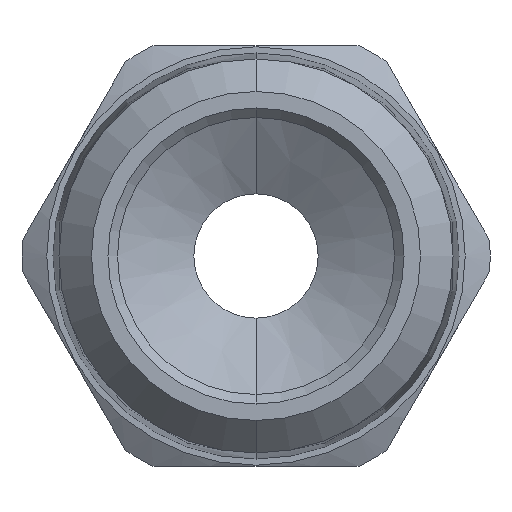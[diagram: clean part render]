
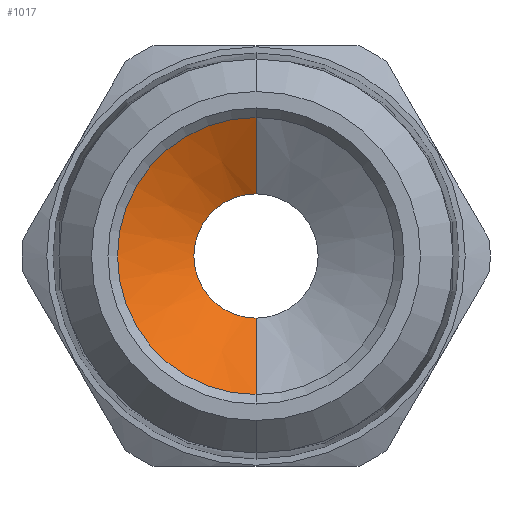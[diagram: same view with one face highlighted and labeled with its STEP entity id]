
A CAD part, front view. The second image highlights one B-rep face of the part: STEP entity #1017.
In plain terms, the highlighted conical face has half-angle 60 degrees and reference radius 7.25 mm.
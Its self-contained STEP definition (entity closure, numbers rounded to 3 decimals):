
#1 = CONICAL_SURFACE ( 'NONE', #2650, 7.25, 1.047 ) ;
#82 = LINE ( 'NONE', #688, #2744 ) ;
#147 = DIRECTION ( 'NONE',  ( 0., 0., -1. ) ) ;
#209 = CARTESIAN_POINT ( 'NONE',  ( 0., -20.3, 7.25 ) ) ;
#237 = DIRECTION ( 'NONE',  ( 0., -1., 0. ) ) ;
#451 = EDGE_LOOP ( 'NONE', ( #1009, #2119, #2339, #852, #1808 ) ) ;
#530 = CARTESIAN_POINT ( 'NONE',  ( 0., -20.3, -7.25 ) ) ;
#573 = VERTEX_POINT ( 'NONE', #209 ) ;
#582 = DIRECTION ( 'NONE',  ( 0., 0., -1. ) ) ;
#677 = EDGE_CURVE ( 'NONE', #2894, #1605, #801, .T. ) ;
#688 = CARTESIAN_POINT ( 'NONE',  ( 0., -20.3, 7.25 ) ) ;
#722 = AXIS2_PLACEMENT_3D ( 'NONE', #2297, #1853, #147 ) ;
#753 = DIRECTION ( 'NONE',  ( 0., -1., 0. ) ) ;
#756 = VERTEX_POINT ( 'NONE', #530 ) ;
#801 = CIRCLE ( 'NONE', #1554, 3.25 ) ;
#852 = ORIENTED_EDGE ( 'NONE', *, *, #1184, .F. ) ;
#900 = LINE ( 'NONE', #1719, #1917 ) ;
#999 = EDGE_CURVE ( 'NONE', #2894, #573, #82, .T. ) ;
#1009 = ORIENTED_EDGE ( 'NONE', *, *, #677, .F. ) ;
#1017 = ADVANCED_FACE ( 'NONE', ( #2852 ), #1, .F. ) ;
#1151 = VERTEX_POINT ( 'NONE', #1958 ) ;
#1184 = EDGE_CURVE ( 'NONE', #1151, #756, #900, .T. ) ;
#1297 = DIRECTION ( 'NONE',  ( 0., -1., 0. ) ) ;
#1411 = CARTESIAN_POINT ( 'NONE',  ( 0., -20.3, 0. ) ) ;
#1477 = CIRCLE ( 'NONE', #722, 3.25 ) ;
#1554 = AXIS2_PLACEMENT_3D ( 'NONE', #2667, #753, #2455 ) ;
#1579 = EDGE_CURVE ( 'NONE', #573, #756, #1809, .T. ) ;
#1605 = VERTEX_POINT ( 'NONE', #3005 ) ;
#1719 = CARTESIAN_POINT ( 'NONE',  ( 0., -20.3, -7.25 ) ) ;
#1742 = AXIS2_PLACEMENT_3D ( 'NONE', #1779, #1297, #582 ) ;
#1779 = CARTESIAN_POINT ( 'NONE',  ( 0., -20.3, 0. ) ) ;
#1808 = ORIENTED_EDGE ( 'NONE', *, *, #2326, .F. ) ;
#1809 = CIRCLE ( 'NONE', #1742, 7.25 ) ;
#1853 = DIRECTION ( 'NONE',  ( 0., -1., 0. ) ) ;
#1917 = VECTOR ( 'NONE', #2211, 1000. ) ;
#1958 = CARTESIAN_POINT ( 'NONE',  ( 0., -17.991, -3.25 ) ) ;
#2072 = CARTESIAN_POINT ( 'NONE',  ( 0., -17.991, 3.25 ) ) ;
#2119 = ORIENTED_EDGE ( 'NONE', *, *, #999, .T. ) ;
#2211 = DIRECTION ( 'NONE',  ( 0., -0.5, -0.866 ) ) ;
#2297 = CARTESIAN_POINT ( 'NONE',  ( 0., -17.991, 0. ) ) ;
#2326 = EDGE_CURVE ( 'NONE', #1605, #1151, #1477, .T. ) ;
#2339 = ORIENTED_EDGE ( 'NONE', *, *, #1579, .T. ) ;
#2455 = DIRECTION ( 'NONE',  ( 0., 0., -1. ) ) ;
#2628 = DIRECTION ( 'NONE',  ( 0., 0., -1. ) ) ;
#2635 = DIRECTION ( 'NONE',  ( 0., -0.5, 0.866 ) ) ;
#2650 = AXIS2_PLACEMENT_3D ( 'NONE', #1411, #237, #2628 ) ;
#2667 = CARTESIAN_POINT ( 'NONE',  ( 0., -17.991, 0. ) ) ;
#2744 = VECTOR ( 'NONE', #2635, 1000. ) ;
#2852 = FACE_OUTER_BOUND ( 'NONE', #451, .T. ) ;
#2894 = VERTEX_POINT ( 'NONE', #2072 ) ;
#3005 = CARTESIAN_POINT ( 'NONE',  ( -3.25, -17.991, 0. ) ) ;
